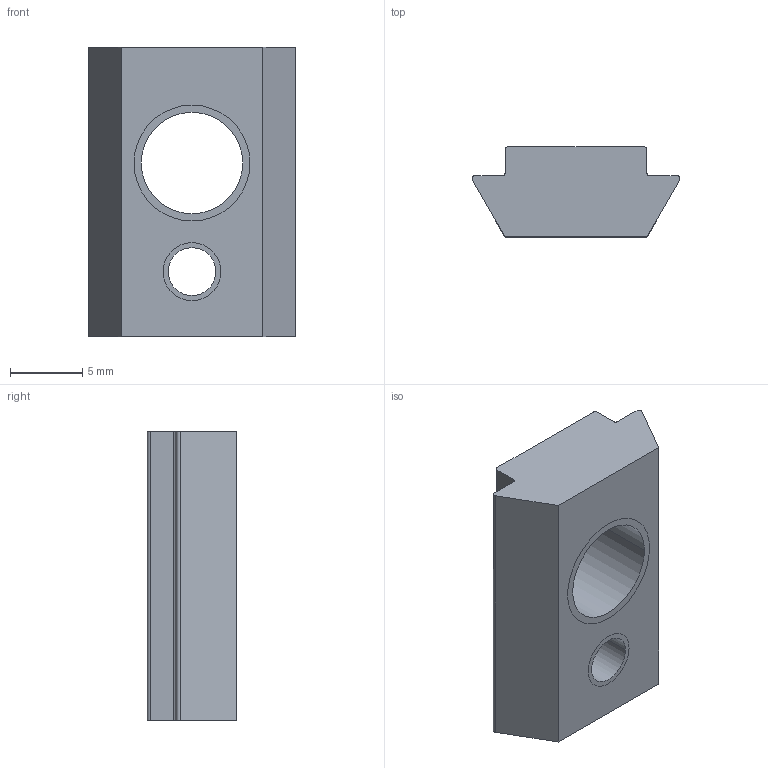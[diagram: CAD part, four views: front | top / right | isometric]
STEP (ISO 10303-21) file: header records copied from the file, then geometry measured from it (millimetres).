
FILE_DESCRIPTION((''),'2;1');
FILE_NAME('11171_UTORNI_KAMEN_M4-M8-U10','2022-09-16T14:35:11',('PredragRovcanin'),('Audax d.o.o.'),'CREO PARAMETRIC BY PTC INC, 2020281','CREO PARAMETRIC BY PTC INC, 2020281','');
FILE_SCHEMA(('AUTOMOTIVE_DESIGN { 1 0 10303 214 1 1 1 1 }'));
Length unit declared in the file: millimetre
Products named in the file (1): 11171_UTORNI_KAMEN_M4-M8-U10
Bounding box: 14.36 x 6.2 x 20 mm (x, y, z)
Volume: 1122.9 mm3; surface area: 1219.7 mm2
Topology: 1 solids, 3 shells, 28 faces, 79 edges, 58 vertices
Faces by surface type: cylinder 14, plane 10, cone 4
Entity records: 1672 total; most frequent: COLOUR_RGB 322, DIRECTION 169, CARTESIAN_POINT 158, ORIENTED_EDGE 140, PRESENTATION_STYLE_ASSIGNMENT 83, STYLED_ITEM 83, CURVE_STYLE 80, EDGE_CURVE 74
